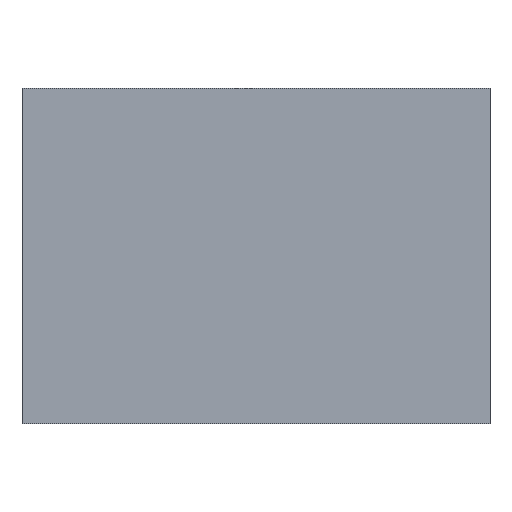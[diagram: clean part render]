
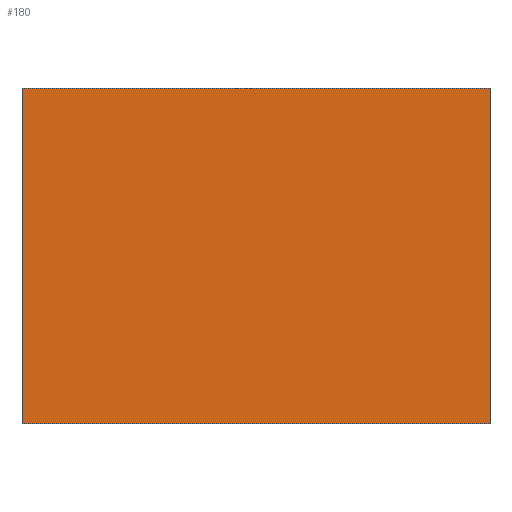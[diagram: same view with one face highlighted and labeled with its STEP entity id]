
A CAD part, front view. The second image highlights one B-rep face of the part: STEP entity #180.
In plain terms, the highlighted planar face has unit normal (0, -1, 0).
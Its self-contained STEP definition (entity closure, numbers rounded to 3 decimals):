
#4 = VERTEX_POINT ( 'NONE', #59 ) ;
#5 = DIRECTION ( 'NONE',  ( 1., 0., 0. ) ) ;
#7 = DIRECTION ( 'NONE',  ( 0., 0., 1. ) ) ;
#8 = CARTESIAN_POINT ( 'NONE',  ( -251., 0., -180. ) ) ;
#14 = EDGE_CURVE ( 'NONE', #183, #51, #176, .T. ) ;
#26 = DIRECTION ( 'NONE',  ( 0., 0., -1. ) ) ;
#34 = CARTESIAN_POINT ( 'NONE',  ( 251., 0., 180. ) ) ;
#41 = PLANE ( 'NONE',  #57 ) ;
#48 = ORIENTED_EDGE ( 'NONE', *, *, #14, .F. ) ;
#51 = VERTEX_POINT ( 'NONE', #81 ) ;
#52 = DIRECTION ( 'NONE',  ( 0., -1., 0. ) ) ;
#55 = VECTOR ( 'NONE', #128, 1000. ) ;
#57 = AXIS2_PLACEMENT_3D ( 'NONE', #99, #52, #26 ) ;
#59 = CARTESIAN_POINT ( 'NONE',  ( 251., 0., 180. ) ) ;
#77 = CARTESIAN_POINT ( 'NONE',  ( -251., 0., 180. ) ) ;
#81 = CARTESIAN_POINT ( 'NONE',  ( -251., 0., 180. ) ) ;
#93 = CARTESIAN_POINT ( 'NONE',  ( -251., 0., 180. ) ) ;
#96 = ORIENTED_EDGE ( 'NONE', *, *, #202, .F. ) ;
#99 = CARTESIAN_POINT ( 'NONE',  ( 0., 0., 0. ) ) ;
#104 = CARTESIAN_POINT ( 'NONE',  ( 251., 0., -180. ) ) ;
#111 = ORIENTED_EDGE ( 'NONE', *, *, #131, .F. ) ;
#117 = ORIENTED_EDGE ( 'NONE', *, *, #120, .F. ) ;
#120 = EDGE_CURVE ( 'NONE', #51, #4, #125, .T. ) ;
#125 = LINE ( 'NONE', #77, #152 ) ;
#128 = DIRECTION ( 'NONE',  ( -1., 0., 0. ) ) ;
#131 = EDGE_CURVE ( 'NONE', #137, #183, #146, .T. ) ;
#133 = VECTOR ( 'NONE', #159, 1000. ) ;
#137 = VERTEX_POINT ( 'NONE', #104 ) ;
#145 = EDGE_LOOP ( 'NONE', ( #96, #117, #48, #111 ) ) ;
#146 = LINE ( 'NONE', #8, #55 ) ;
#152 = VECTOR ( 'NONE', #5, 1000. ) ;
#154 = CARTESIAN_POINT ( 'NONE',  ( -251., 0., -180. ) ) ;
#159 = DIRECTION ( 'NONE',  ( 0., 0., -1. ) ) ;
#167 = VECTOR ( 'NONE', #7, 1000. ) ;
#174 = LINE ( 'NONE', #34, #133 ) ;
#176 = LINE ( 'NONE', #93, #167 ) ;
#180 = ADVANCED_FACE ( 'NONE', ( #201 ), #41, .T. ) ;
#183 = VERTEX_POINT ( 'NONE', #154 ) ;
#201 = FACE_OUTER_BOUND ( 'NONE', #145, .T. ) ;
#202 = EDGE_CURVE ( 'NONE', #4, #137, #174, .T. ) ;
